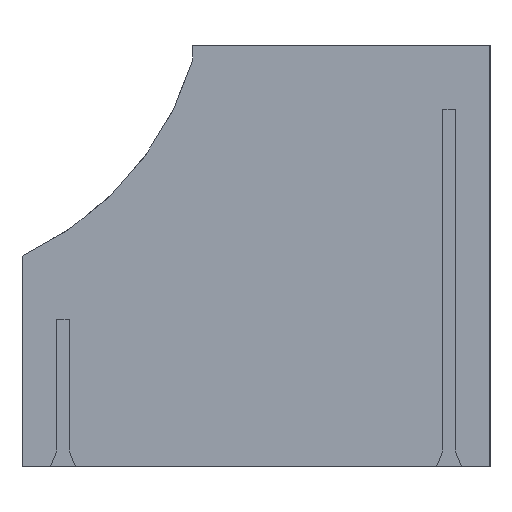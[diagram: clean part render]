
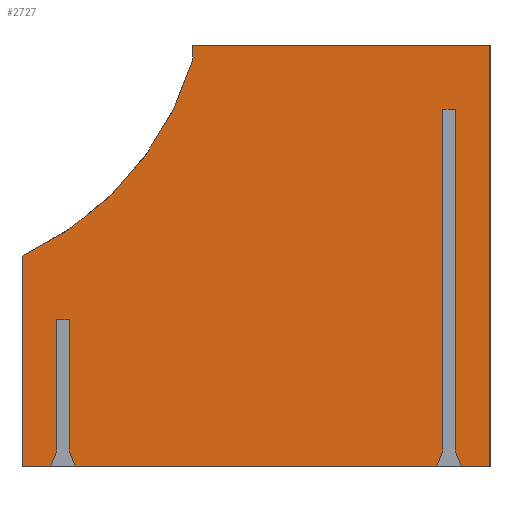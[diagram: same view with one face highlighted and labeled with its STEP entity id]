
A CAD part, left-side view. The second image highlights one B-rep face of the part: STEP entity #2727.
In plain terms, the highlighted planar face has unit normal (-1, 0, 0).
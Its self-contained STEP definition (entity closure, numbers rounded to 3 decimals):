
#18=CIRCLE('',#2892,100.);
#42=FACE_OUTER_BOUND('',#186,.T.);
#186=EDGE_LOOP('',(#1852,#1853,#1854,#1855,#1856,#1857,#1858,#1859,#1860,
#1861,#1862,#1863,#1864,#1865,#1866,#1867,#1868,#1869));
#325=LINE('',#3743,#721);
#340=LINE('',#3774,#736);
#347=LINE('',#3787,#743);
#348=LINE('',#3790,#744);
#351=LINE('',#3795,#747);
#353=LINE('',#3799,#749);
#359=LINE('',#3811,#755);
#361=LINE('',#3816,#757);
#363=LINE('',#3820,#759);
#365=LINE('',#3823,#761);
#366=LINE('',#3826,#762);
#367=LINE('',#3828,#763);
#368=LINE('',#3830,#764);
#369=LINE('',#3832,#765);
#370=LINE('',#3836,#766);
#371=LINE('',#3837,#767);
#372=LINE('',#3838,#768);
#721=VECTOR('',#3042,10.);
#736=VECTOR('',#3065,10.);
#743=VECTOR('',#3078,10.);
#744=VECTOR('',#3081,10.);
#747=VECTOR('',#3086,10.);
#749=VECTOR('',#3090,10.);
#755=VECTOR('',#3102,10.);
#757=VECTOR('',#3106,10.);
#759=VECTOR('',#3110,10.);
#761=VECTOR('',#3114,10.);
#762=VECTOR('',#3117,10.);
#763=VECTOR('',#3118,10.);
#764=VECTOR('',#3119,10.);
#765=VECTOR('',#3120,10.);
#766=VECTOR('',#3123,10.);
#767=VECTOR('',#3124,10.);
#768=VECTOR('',#3125,10.);
#1114=VERTEX_POINT('',#3740);
#1115=VERTEX_POINT('',#3742);
#1126=VERTEX_POINT('',#3771);
#1127=VERTEX_POINT('',#3773);
#1130=VERTEX_POINT('',#3785);
#1131=VERTEX_POINT('',#3789);
#1132=VERTEX_POINT('',#3793);
#1133=VERTEX_POINT('',#3797);
#1136=VERTEX_POINT('',#3809);
#1137=VERTEX_POINT('',#3813);
#1138=VERTEX_POINT('',#3815);
#1139=VERTEX_POINT('',#3819);
#1140=VERTEX_POINT('',#3825);
#1141=VERTEX_POINT('',#3827);
#1142=VERTEX_POINT('',#3829);
#1143=VERTEX_POINT('',#3831);
#1144=VERTEX_POINT('',#3833);
#1145=VERTEX_POINT('',#3835);
#1377=EDGE_CURVE('',#1115,#1114,#325,.T.);
#1392=EDGE_CURVE('',#1127,#1126,#340,.T.);
#1399=EDGE_CURVE('',#1126,#1130,#347,.T.);
#1400=EDGE_CURVE('',#1130,#1131,#348,.T.);
#1403=EDGE_CURVE('',#1131,#1132,#351,.T.);
#1405=EDGE_CURVE('',#1132,#1133,#353,.T.);
#1411=EDGE_CURVE('',#1114,#1136,#359,.T.);
#1413=EDGE_CURVE('',#1138,#1137,#361,.T.);
#1415=EDGE_CURVE('',#1139,#1138,#363,.T.);
#1417=EDGE_CURVE('',#1136,#1139,#365,.T.);
#1418=EDGE_CURVE('',#1133,#1140,#366,.T.);
#1419=EDGE_CURVE('',#1141,#1140,#367,.T.);
#1420=EDGE_CURVE('',#1142,#1141,#368,.T.);
#1421=EDGE_CURVE('',#1142,#1143,#369,.T.);
#1422=EDGE_CURVE('',#1143,#1144,#18,.T.);
#1423=EDGE_CURVE('',#1145,#1144,#370,.T.);
#1424=EDGE_CURVE('',#1145,#1115,#371,.T.);
#1425=EDGE_CURVE('',#1137,#1127,#372,.T.);
#1852=ORIENTED_EDGE('',*,*,#1392,.T.);
#1853=ORIENTED_EDGE('',*,*,#1399,.T.);
#1854=ORIENTED_EDGE('',*,*,#1400,.T.);
#1855=ORIENTED_EDGE('',*,*,#1403,.T.);
#1856=ORIENTED_EDGE('',*,*,#1405,.T.);
#1857=ORIENTED_EDGE('',*,*,#1418,.T.);
#1858=ORIENTED_EDGE('',*,*,#1419,.F.);
#1859=ORIENTED_EDGE('',*,*,#1420,.F.);
#1860=ORIENTED_EDGE('',*,*,#1421,.T.);
#1861=ORIENTED_EDGE('',*,*,#1422,.T.);
#1862=ORIENTED_EDGE('',*,*,#1423,.F.);
#1863=ORIENTED_EDGE('',*,*,#1424,.T.);
#1864=ORIENTED_EDGE('',*,*,#1377,.T.);
#1865=ORIENTED_EDGE('',*,*,#1411,.T.);
#1866=ORIENTED_EDGE('',*,*,#1417,.T.);
#1867=ORIENTED_EDGE('',*,*,#1415,.T.);
#1868=ORIENTED_EDGE('',*,*,#1413,.T.);
#1869=ORIENTED_EDGE('',*,*,#1425,.T.);
#2584=PLANE('',#2891);
#2727=ADVANCED_FACE('',(#42),#2584,.T.);
#2891=AXIS2_PLACEMENT_3D('',#3824,#3115,#3116);
#2892=AXIS2_PLACEMENT_3D('',#3834,#3121,#3122);
#3042=DIRECTION('',(0.,-0.371,0.928));
#3065=DIRECTION('',(0.,-0.371,0.928));
#3078=DIRECTION('',(0.,0.,1.));
#3081=DIRECTION('',(0.,-1.,0.));
#3086=DIRECTION('',(0.,0.,-1.));
#3090=DIRECTION('',(0.,-0.371,-0.928));
#3102=DIRECTION('',(0.,0.,1.));
#3106=DIRECTION('',(0.,-0.371,-0.928));
#3110=DIRECTION('',(0.,0.,-1.));
#3114=DIRECTION('',(0.,-1.,0.));
#3115=DIRECTION('center_axis',(-1.,0.,0.));
#3116=DIRECTION('ref_axis',(0.,0.,1.));
#3117=DIRECTION('',(0.,-1.,0.));
#3118=DIRECTION('',(0.,0.,-1.));
#3119=DIRECTION('',(0.,-1.,0.));
#3120=DIRECTION('',(0.,0.,-1.));
#3121=DIRECTION('center_axis',(1.,0.,0.));
#3122=DIRECTION('ref_axis',(0.,0.959,0.282));
#3123=DIRECTION('',(0.,0.,1.));
#3124=DIRECTION('',(0.,-1.,0.));
#3125=DIRECTION('',(0.,-1.,0.));
#3740=CARTESIAN_POINT('',(-109.59,63.578,-62.2));
#3742=CARTESIAN_POINT('',(-109.59,65.578,-67.2));
#3743=CARTESIAN_POINT('',(-109.59,60.056,-53.394));
#3771=CARTESIAN_POINT('',(-109.59,-59.578,-62.2));
#3773=CARTESIAN_POINT('',(-109.59,-57.578,-67.2));
#3774=CARTESIAN_POINT('',(-109.59,-54.608,-74.627));
#3785=CARTESIAN_POINT('',(-109.59,-59.578,46.8));
#3787=CARTESIAN_POINT('',(-109.59,-59.578,-10.2));
#3789=CARTESIAN_POINT('',(-109.59,-63.578,46.8));
#3790=CARTESIAN_POINT('',(-109.59,-31.789,46.8));
#3793=CARTESIAN_POINT('',(-109.59,-63.578,-62.2));
#3795=CARTESIAN_POINT('',(-109.59,-63.578,-64.7));
#3797=CARTESIAN_POINT('',(-109.59,-65.578,-67.2));
#3799=CARTESIAN_POINT('',(-109.59,-61.056,-55.894));
#3809=CARTESIAN_POINT('',(-109.59,63.578,-20.4));
#3811=CARTESIAN_POINT('',(-109.59,63.578,-43.8));
#3813=CARTESIAN_POINT('',(-109.59,57.578,-67.2));
#3815=CARTESIAN_POINT('',(-109.59,59.578,-62.2));
#3816=CARTESIAN_POINT('',(-109.59,53.608,-77.127));
#3819=CARTESIAN_POINT('',(-109.59,59.578,-20.4));
#3820=CARTESIAN_POINT('',(-109.59,59.578,-64.7));
#3823=CARTESIAN_POINT('',(-109.59,29.789,-20.4));
#3824=CARTESIAN_POINT('Origin',(-109.59,0.,-67.2));
#3825=CARTESIAN_POINT('',(-109.59,-74.64,-67.2));
#3826=CARTESIAN_POINT('',(-109.59,0.,-67.2));
#3827=CARTESIAN_POINT('',(-109.59,-74.64,67.2));
#3828=CARTESIAN_POINT('',(-109.59,-74.64,67.2));
#3829=CARTESIAN_POINT('',(-109.59,20.1,67.2));
#3830=CARTESIAN_POINT('',(-109.59,0.,67.2));
#3831=CARTESIAN_POINT('',(-109.59,20.1,62.8));
#3832=CARTESIAN_POINT('',(-109.59,20.1,0.));
#3833=CARTESIAN_POINT('',(-109.59,74.64,0.));
#3834=CARTESIAN_POINT('Origin',(-109.59,116.032,91.031));
#3835=CARTESIAN_POINT('',(-109.59,74.64,-67.2));
#3836=CARTESIAN_POINT('',(-109.59,74.64,67.2));
#3837=CARTESIAN_POINT('',(-109.59,0.,-67.2));
#3838=CARTESIAN_POINT('',(-109.59,0.,-67.2));
